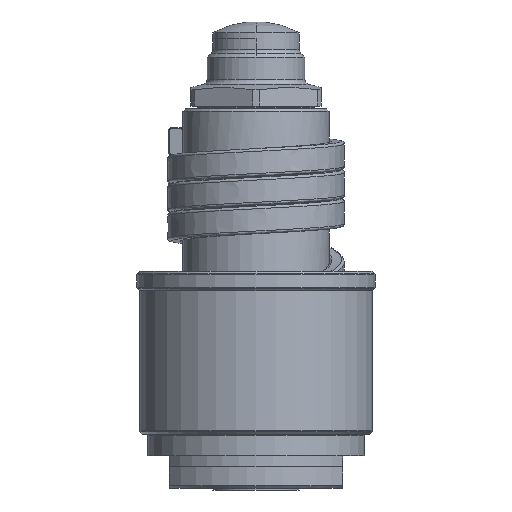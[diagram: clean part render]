
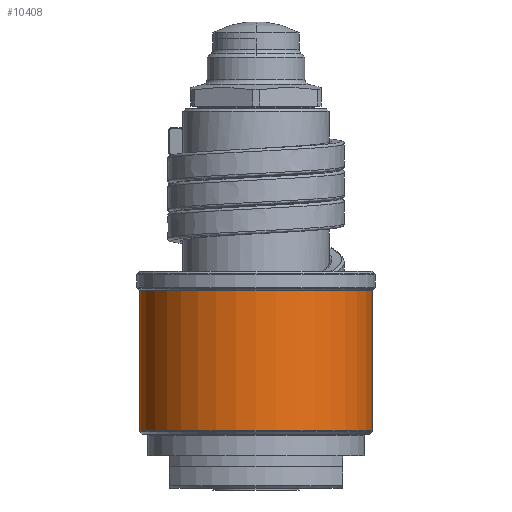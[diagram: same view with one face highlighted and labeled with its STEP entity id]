
A CAD part, front view. The second image highlights one B-rep face of the part: STEP entity #10408.
In plain terms, the highlighted cylindrical face has radius 21.5 mm (diameter 43 mm), a partial arc.
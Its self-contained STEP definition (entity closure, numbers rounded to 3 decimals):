
#3372=CARTESIAN_POINT('',(0.,0.,10.583));
#3373=DIRECTION('',(0.,0.,1.));
#3374=DIRECTION('',(-1.,0.,0.));
#3375=AXIS2_PLACEMENT_3D('',#3372,#3373,#3374);
#3377=DIRECTION('',(0.,0.,-1.));
#3378=VECTOR('',#3377,25.834);
#3379=CARTESIAN_POINT('',(-21.5,0.,36.417));
#3380=LINE('',#3379,#3378);
#3381=CARTESIAN_POINT('',(0.,0.,36.417));
#3382=DIRECTION('',(0.,0.,1.));
#3383=DIRECTION('',(-1.,0.,0.));
#3384=AXIS2_PLACEMENT_3D('',#3381,#3382,#3383);
#3386=DIRECTION('',(0.,0.,-1.));
#3387=VECTOR('',#3386,25.834);
#3388=CARTESIAN_POINT('',(21.5,0.,36.417));
#3389=LINE('',#3388,#3387);
#5716=CARTESIAN_POINT('',(21.5,0.,36.417));
#5717=CARTESIAN_POINT('',(-21.5,0.,36.417));
#5718=VERTEX_POINT('',#5716);
#5719=VERTEX_POINT('',#5717);
#5742=CARTESIAN_POINT('',(21.5,0.,10.583));
#5743=VERTEX_POINT('',#5742);
#5744=CARTESIAN_POINT('',(-21.5,0.,10.583));
#5745=VERTEX_POINT('',#5744);
#10396=CARTESIAN_POINT('',(0.,0.,8.5));
#10397=DIRECTION('',(0.,0.,1.));
#10398=DIRECTION('',(-1.,0.,0.));
#10399=AXIS2_PLACEMENT_3D('',#10396,#10397,#10398);
#10400=CYLINDRICAL_SURFACE('',#10399,21.5);
#10401=ORIENTED_EDGE('',*,*,#8333,.F.);
#10402=ORIENTED_EDGE('',*,*,#8314,.F.);
#10404=ORIENTED_EDGE('',*,*,#10403,.T.);
#10405=ORIENTED_EDGE('',*,*,#8310,.T.);
#10406=EDGE_LOOP('',(#10401,#10402,#10404,#10405));
#10407=FACE_OUTER_BOUND('',#10406,.F.);
#3376=CIRCLE('',#3375,21.5);
#3385=CIRCLE('',#3384,21.5);
#8310=EDGE_CURVE('',#5718,#5743,#3389,.T.);
#8314=EDGE_CURVE('',#5719,#5745,#3380,.T.);
#8333=EDGE_CURVE('',#5745,#5743,#3376,.T.);
#10403=EDGE_CURVE('',#5719,#5718,#3385,.T.);
#10408=ADVANCED_FACE('',(#10407),#10400,.T.);
